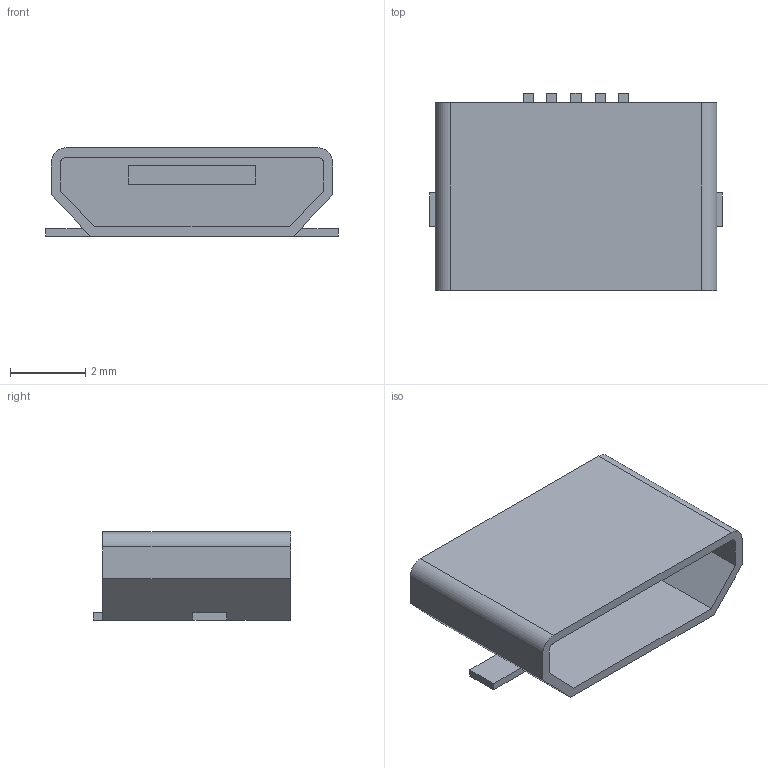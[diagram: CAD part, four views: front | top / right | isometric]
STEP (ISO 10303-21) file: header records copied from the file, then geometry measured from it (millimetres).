
FILE_DESCRIPTION(/* description */ (''),/* implementation_level */ '2;1');
FILE_NAME(/* name */ 'UJ2-MIBH-G-SMT-TR v2.step',/* time_stamp */ '2022-07-01T14:30:44-07:00',/* author */ (''),/* organization */ (''),/* preprocessor_version */ 'ST-DEVELOPER v19',/* originating_system */ 'Autodesk Translation Framework v11.7.0.108',/* authorisation */ '');
FILE_SCHEMA (('AUTOMOTIVE_DESIGN { 1 0 10303 214 3 1 1 }'));
Length unit declared in the file: millimetre
Products named in the file (1): UJ2-MIBH-G-SMT-TR
Bounding box: 7.8 x 5.25 x 2.35 mm (x, y, z)
Volume: 35.4 mm3; surface area: 228.3 mm2
Topology: 7 solids, 7 shells, 67 faces, 156 edges, 104 vertices
Faces by surface type: plane 63, cylinder 4
Entity records: 1931 total; most frequent: CARTESIAN_POINT 328, ORIENTED_EDGE 312, DIRECTION 300, EDGE_CURVE 156, LINE 148, VECTOR 148, VERTEX_POINT 104, AXIS2_PLACEMENT_3D 76
